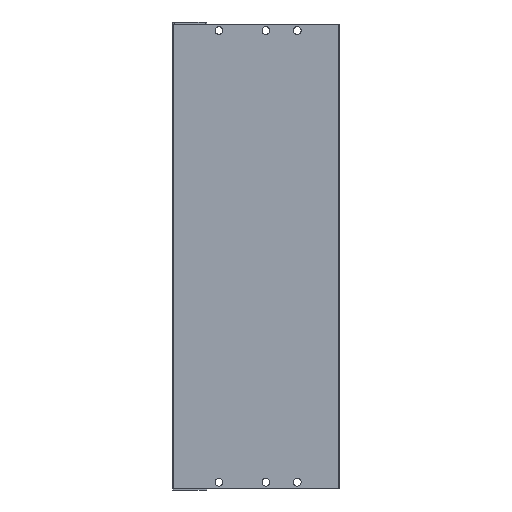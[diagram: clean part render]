
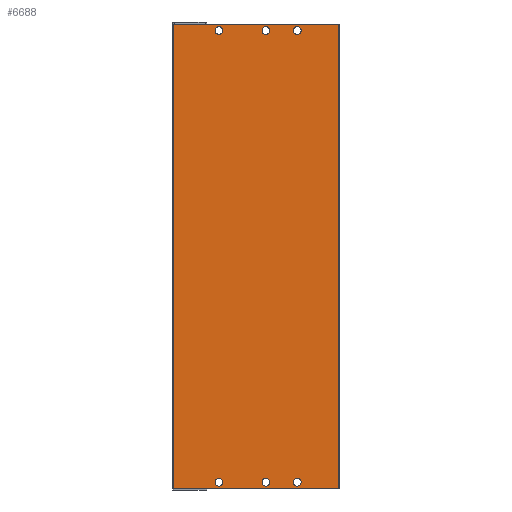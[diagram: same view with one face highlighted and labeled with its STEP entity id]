
A CAD part, front view. The second image highlights one B-rep face of the part: STEP entity #6688.
In plain terms, the highlighted planar face has unit normal (0, -1, 0).
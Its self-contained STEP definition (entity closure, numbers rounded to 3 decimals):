
#130 = DIRECTION ( 'NONE',  ( 0., 1., 0. ) ) ;
#188 = CARTESIAN_POINT ( 'NONE',  ( 29.7, 0., -292.5 ) ) ;
#217 = DIRECTION ( 'NONE',  ( -1., 0., 0. ) ) ;
#313 = CARTESIAN_POINT ( 'NONE',  ( 0.5, 0., -296.5 ) ) ;
#331 = ORIENTED_EDGE ( 'NONE', *, *, #8579, .T. ) ;
#413 = CARTESIAN_POINT ( 'NONE',  ( 0.5, 0., 0. ) ) ;
#639 = AXIS2_PLACEMENT_3D ( 'NONE', #5377, #1484, #1439 ) ;
#651 = AXIS2_PLACEMENT_3D ( 'NONE', #4569, #7512, #2912 ) ;
#669 = EDGE_CURVE ( 'NONE', #5156, #4727, #8568, .T. ) ;
#710 = VERTEX_POINT ( 'NONE', #6730 ) ;
#757 = ORIENTED_EDGE ( 'NONE', *, *, #9535, .T. ) ;
#832 = ORIENTED_EDGE ( 'NONE', *, *, #9350, .T. ) ;
#858 = CARTESIAN_POINT ( 'NONE',  ( 59.7, 0., -4. ) ) ;
#916 = CARTESIAN_POINT ( 'NONE',  ( 79.7, 0., -292.5 ) ) ;
#1011 = CARTESIAN_POINT ( 'NONE',  ( 59.7, 0., -6.5 ) ) ;
#1279 = ORIENTED_EDGE ( 'NONE', *, *, #6907, .T. ) ;
#1367 = DIRECTION ( 'NONE',  ( 0., -1., 0. ) ) ;
#1439 = DIRECTION ( 'NONE',  ( 0., 0., -1. ) ) ;
#1452 = DIRECTION ( 'NONE',  ( 0., 0., -1. ) ) ;
#1484 = DIRECTION ( 'NONE',  ( 0., 1., 0. ) ) ;
#1492 = VERTEX_POINT ( 'NONE', #6600 ) ;
#1622 = AXIS2_PLACEMENT_3D ( 'NONE', #5001, #4855, #7944 ) ;
#1679 = CIRCLE ( 'NONE', #3779, 2.5 ) ;
#1705 = DIRECTION ( 'NONE',  ( 1., 0., 0. ) ) ;
#1745 = AXIS2_PLACEMENT_3D ( 'NONE', #858, #3784, #1452 ) ;
#1796 = VERTEX_POINT ( 'NONE', #1836 ) ;
#1835 = EDGE_CURVE ( 'NONE', #3982, #9118, #3971, .T. ) ;
#1836 = CARTESIAN_POINT ( 'NONE',  ( 29.7, 0., -295. ) ) ;
#2030 = VERTEX_POINT ( 'NONE', #8872 ) ;
#2068 = VECTOR ( 'NONE', #217, 1000. ) ;
#2122 = CARTESIAN_POINT ( 'NONE',  ( 0.5, 0., -296.5 ) ) ;
#2324 = CARTESIAN_POINT ( 'NONE',  ( 0.5, 0., 0. ) ) ;
#2406 = CIRCLE ( 'NONE', #1745, 2.5 ) ;
#2468 = CIRCLE ( 'NONE', #4408, 2.5 ) ;
#2579 = EDGE_LOOP ( 'NONE', ( #832, #331, #7478, #9700 ) ) ;
#2674 = VERTEX_POINT ( 'NONE', #8788 ) ;
#2777 = VERTEX_POINT ( 'NONE', #6459 ) ;
#2852 = CIRCLE ( 'NONE', #4462, 2.5 ) ;
#2912 = DIRECTION ( 'NONE',  ( 0., 0., -1. ) ) ;
#2969 = EDGE_CURVE ( 'NONE', #5181, #710, #4985, .T. ) ;
#3208 = DIRECTION ( 'NONE',  ( 0., 1., 0. ) ) ;
#3288 = LINE ( 'NONE', #313, #6098 ) ;
#3481 = EDGE_LOOP ( 'NONE', ( #6782, #757 ) ) ;
#3514 = CARTESIAN_POINT ( 'NONE',  ( 106.2, 0., 0. ) ) ;
#3704 = VECTOR ( 'NONE', #4068, 1000. ) ;
#3738 = CARTESIAN_POINT ( 'NONE',  ( 0.5, 0., -296.5 ) ) ;
#3779 = AXIS2_PLACEMENT_3D ( 'NONE', #6309, #6257, #4696 ) ;
#3784 = DIRECTION ( 'NONE',  ( 0., 1., 0. ) ) ;
#3971 = LINE ( 'NONE', #6288, #3704 ) ;
#3982 = VERTEX_POINT ( 'NONE', #2324 ) ;
#3996 = DIRECTION ( 'NONE',  ( 0., 1., 0. ) ) ;
#4061 = ORIENTED_EDGE ( 'NONE', *, *, #2969, .T. ) ;
#4068 = DIRECTION ( 'NONE',  ( 0., 0., -1. ) ) ;
#4379 = ORIENTED_EDGE ( 'NONE', *, *, #9252, .T. ) ;
#4408 = AXIS2_PLACEMENT_3D ( 'NONE', #188, #3208, #7761 ) ;
#4462 = AXIS2_PLACEMENT_3D ( 'NONE', #7003, #130, #7755 ) ;
#4567 = CARTESIAN_POINT ( 'NONE',  ( 79.7, 0., -6.5 ) ) ;
#4569 = CARTESIAN_POINT ( 'NONE',  ( 29.7, 0., -292.5 ) ) ;
#4642 = VERTEX_POINT ( 'NONE', #3514 ) ;
#4696 = DIRECTION ( 'NONE',  ( 0., 0., -1. ) ) ;
#4716 = ORIENTED_EDGE ( 'NONE', *, *, #6439, .T. ) ;
#4727 = VERTEX_POINT ( 'NONE', #4976 ) ;
#4844 = VERTEX_POINT ( 'NONE', #9485 ) ;
#4855 = DIRECTION ( 'NONE',  ( 0., 1., 0. ) ) ;
#4976 = CARTESIAN_POINT ( 'NONE',  ( 29.7, 0., -1.5 ) ) ;
#4985 = CIRCLE ( 'NONE', #639, 2.5 ) ;
#4988 = LINE ( 'NONE', #413, #2068 ) ;
#4991 = CIRCLE ( 'NONE', #651, 2.5 ) ;
#5001 = CARTESIAN_POINT ( 'NONE',  ( 29.7, 0., -4. ) ) ;
#5012 = LINE ( 'NONE', #6744, #6897 ) ;
#5099 = FACE_BOUND ( 'NONE', #6538, .T. ) ;
#5129 = VERTEX_POINT ( 'NONE', #4567 ) ;
#5156 = VERTEX_POINT ( 'NONE', #9973 ) ;
#5181 = VERTEX_POINT ( 'NONE', #7956 ) ;
#5304 = CARTESIAN_POINT ( 'NONE',  ( 29.7, 0., -4. ) ) ;
#5377 = CARTESIAN_POINT ( 'NONE',  ( 79.7, 0., -292.5 ) ) ;
#5405 = DIRECTION ( 'NONE',  ( 0., 0., -1. ) ) ;
#5452 = DIRECTION ( 'NONE',  ( 0., 1., 0. ) ) ;
#5607 = DIRECTION ( 'NONE',  ( 0., 1., 0. ) ) ;
#5693 = EDGE_LOOP ( 'NONE', ( #7419, #4716 ) ) ;
#5937 = AXIS2_PLACEMENT_3D ( 'NONE', #916, #3996, #9958 ) ;
#5947 = CARTESIAN_POINT ( 'NONE',  ( 79.7, 0., -4. ) ) ;
#5955 = PLANE ( 'NONE',  #7491 ) ;
#5962 = EDGE_CURVE ( 'NONE', #1796, #2777, #2468, .T. ) ;
#6098 = VECTOR ( 'NONE', #1705, 1000. ) ;
#6175 = EDGE_CURVE ( 'NONE', #5129, #2674, #7168, .T. ) ;
#6257 = DIRECTION ( 'NONE',  ( 0., 1., 0. ) ) ;
#6288 = CARTESIAN_POINT ( 'NONE',  ( 0.5, 0., -296.5 ) ) ;
#6309 = CARTESIAN_POINT ( 'NONE',  ( 59.7, 0., -292.5 ) ) ;
#6382 = EDGE_CURVE ( 'NONE', #4727, #5156, #6599, .T. ) ;
#6439 = EDGE_CURVE ( 'NONE', #4844, #6902, #7413, .T. ) ;
#6459 = CARTESIAN_POINT ( 'NONE',  ( 29.7, 0., -290. ) ) ;
#6470 = ORIENTED_EDGE ( 'NONE', *, *, #8695, .T. ) ;
#6538 = EDGE_LOOP ( 'NONE', ( #8197, #6755 ) ) ;
#6599 = CIRCLE ( 'NONE', #7093, 2.5 ) ;
#6600 = CARTESIAN_POINT ( 'NONE',  ( 59.7, 0., -290. ) ) ;
#6627 = CARTESIAN_POINT ( 'NONE',  ( 59.7, 0., -295. ) ) ;
#6688 = ADVANCED_FACE ( 'NONE', ( #7487, #8151, #7388, #9055, #5099, #6779, #9808 ), #5955, .T. ) ;
#6721 = DIRECTION ( 'NONE',  ( 0., 1., 0. ) ) ;
#6730 = CARTESIAN_POINT ( 'NONE',  ( 79.7, 0., -295. ) ) ;
#6731 = EDGE_CURVE ( 'NONE', #2777, #1796, #4991, .T. ) ;
#6742 = DIRECTION ( 'NONE',  ( 0., 1., 0. ) ) ;
#6744 = CARTESIAN_POINT ( 'NONE',  ( 106.2, 0., -296.5 ) ) ;
#6755 = ORIENTED_EDGE ( 'NONE', *, *, #6731, .T. ) ;
#6779 = FACE_BOUND ( 'NONE', #9429, .T. ) ;
#6782 = ORIENTED_EDGE ( 'NONE', *, *, #6175, .T. ) ;
#6865 = ORIENTED_EDGE ( 'NONE', *, *, #669, .T. ) ;
#6897 = VECTOR ( 'NONE', #9018, 1000. ) ;
#6902 = VERTEX_POINT ( 'NONE', #1011 ) ;
#6907 = EDGE_CURVE ( 'NONE', #7516, #1492, #1679, .T. ) ;
#7003 = CARTESIAN_POINT ( 'NONE',  ( 59.7, 0., -292.5 ) ) ;
#7093 = AXIS2_PLACEMENT_3D ( 'NONE', #5304, #5452, #5405 ) ;
#7168 = CIRCLE ( 'NONE', #9748, 2.5 ) ;
#7184 = EDGE_LOOP ( 'NONE', ( #4379, #4061 ) ) ;
#7388 = FACE_BOUND ( 'NONE', #5693, .T. ) ;
#7413 = CIRCLE ( 'NONE', #7570, 2.5 ) ;
#7419 = ORIENTED_EDGE ( 'NONE', *, *, #9576, .T. ) ;
#7478 = ORIENTED_EDGE ( 'NONE', *, *, #9335, .T. ) ;
#7487 = FACE_OUTER_BOUND ( 'NONE', #2579, .T. ) ;
#7491 = AXIS2_PLACEMENT_3D ( 'NONE', #2122, #1367, #7536 ) ;
#7512 = DIRECTION ( 'NONE',  ( 0., 1., 0. ) ) ;
#7516 = VERTEX_POINT ( 'NONE', #6627 ) ;
#7536 = DIRECTION ( 'NONE',  ( 0., 0., -1. ) ) ;
#7570 = AXIS2_PLACEMENT_3D ( 'NONE', #9512, #5607, #8707 ) ;
#7755 = DIRECTION ( 'NONE',  ( 0., 0., -1. ) ) ;
#7761 = DIRECTION ( 'NONE',  ( 0., 0., -1. ) ) ;
#7944 = DIRECTION ( 'NONE',  ( 0., 0., -1. ) ) ;
#7956 = CARTESIAN_POINT ( 'NONE',  ( 79.7, 0., -290. ) ) ;
#8151 = FACE_BOUND ( 'NONE', #9290, .T. ) ;
#8180 = ORIENTED_EDGE ( 'NONE', *, *, #6382, .T. ) ;
#8197 = ORIENTED_EDGE ( 'NONE', *, *, #5962, .T. ) ;
#8211 = DIRECTION ( 'NONE',  ( 0., 0., -1. ) ) ;
#8537 = CIRCLE ( 'NONE', #9672, 2.5 ) ;
#8568 = CIRCLE ( 'NONE', #1622, 2.5 ) ;
#8579 = EDGE_CURVE ( 'NONE', #2030, #4642, #5012, .T. ) ;
#8695 = EDGE_CURVE ( 'NONE', #1492, #7516, #2852, .T. ) ;
#8707 = DIRECTION ( 'NONE',  ( 0., 0., -1. ) ) ;
#8788 = CARTESIAN_POINT ( 'NONE',  ( 79.7, 0., -1.5 ) ) ;
#8872 = CARTESIAN_POINT ( 'NONE',  ( 106.2, 0., -296.5 ) ) ;
#9018 = DIRECTION ( 'NONE',  ( 0., 0., 1. ) ) ;
#9055 = FACE_BOUND ( 'NONE', #3481, .T. ) ;
#9118 = VERTEX_POINT ( 'NONE', #3738 ) ;
#9252 = EDGE_CURVE ( 'NONE', #710, #5181, #9501, .T. ) ;
#9290 = EDGE_LOOP ( 'NONE', ( #6865, #8180 ) ) ;
#9335 = EDGE_CURVE ( 'NONE', #4642, #3982, #4988, .T. ) ;
#9350 = EDGE_CURVE ( 'NONE', #9118, #2030, #3288, .T. ) ;
#9429 = EDGE_LOOP ( 'NONE', ( #1279, #6470 ) ) ;
#9485 = CARTESIAN_POINT ( 'NONE',  ( 59.7, 0., -1.5 ) ) ;
#9501 = CIRCLE ( 'NONE', #5937, 2.5 ) ;
#9512 = CARTESIAN_POINT ( 'NONE',  ( 59.7, 0., -4. ) ) ;
#9535 = EDGE_CURVE ( 'NONE', #2674, #5129, #8537, .T. ) ;
#9576 = EDGE_CURVE ( 'NONE', #6902, #4844, #2406, .T. ) ;
#9655 = DIRECTION ( 'NONE',  ( 0., 0., -1. ) ) ;
#9672 = AXIS2_PLACEMENT_3D ( 'NONE', #5947, #6721, #9655 ) ;
#9700 = ORIENTED_EDGE ( 'NONE', *, *, #1835, .T. ) ;
#9748 = AXIS2_PLACEMENT_3D ( 'NONE', #9920, #6742, #8211 ) ;
#9808 = FACE_BOUND ( 'NONE', #7184, .T. ) ;
#9920 = CARTESIAN_POINT ( 'NONE',  ( 79.7, 0., -4. ) ) ;
#9958 = DIRECTION ( 'NONE',  ( 0., 0., -1. ) ) ;
#9973 = CARTESIAN_POINT ( 'NONE',  ( 29.7, 0., -6.5 ) ) ;
